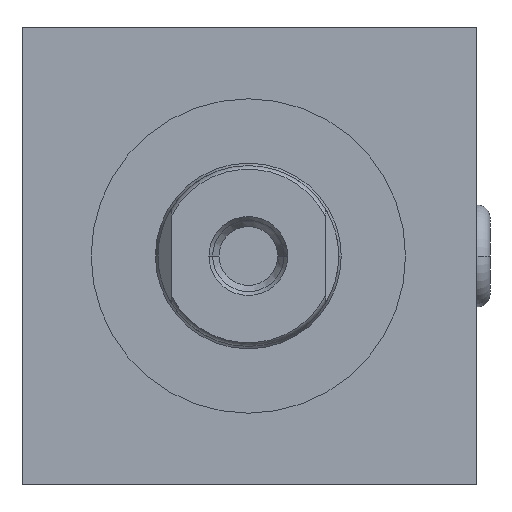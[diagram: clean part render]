
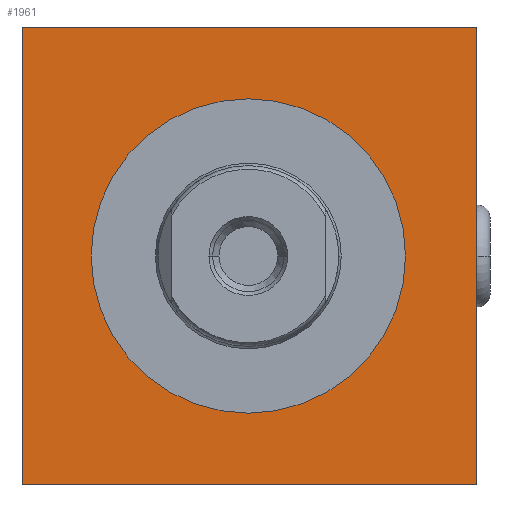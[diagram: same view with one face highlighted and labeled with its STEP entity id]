
A CAD part, left-side view. The second image highlights one B-rep face of the part: STEP entity #1961.
In plain terms, the highlighted planar face has unit normal (-1, 0, 0).
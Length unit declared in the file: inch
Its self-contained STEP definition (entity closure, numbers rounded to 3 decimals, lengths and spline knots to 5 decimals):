
#114=DIRECTION('',(0.,-1.,0.));
#115=VECTOR('',#114,1.99);
#116=CARTESIAN_POINT('',(0.,0.99,1.));
#117=LINE('',#116,#115);
#122=DIRECTION('',(0.,0.,-1.));
#123=VECTOR('',#122,2.);
#124=CARTESIAN_POINT('',(0.,-1.,1.));
#125=LINE('',#124,#123);
#129=DIRECTION('',(0.,1.,0.));
#130=VECTOR('',#129,1.99);
#131=CARTESIAN_POINT('',(0.,-1.,-1.));
#132=LINE('',#131,#130);
#136=DIRECTION('',(0.,0.,1.));
#137=VECTOR('',#136,2.);
#138=CARTESIAN_POINT('',(0.,0.99,-1.));
#139=LINE('',#138,#137);
#143=CARTESIAN_POINT('',(0.,0.,0.));
#144=DIRECTION('',(-1.,0.,0.));
#145=DIRECTION('',(0.,0.,1.));
#146=AXIS2_PLACEMENT_3D('',#143,#144,#145);
#151=CARTESIAN_POINT('',(0.,0.,0.));
#152=DIRECTION('',(-1.,0.,0.));
#153=DIRECTION('',(0.,0.,-1.));
#154=AXIS2_PLACEMENT_3D('',#151,#152,#153);
#1687=CARTESIAN_POINT('',(0.,0.99,1.));
#1688=CARTESIAN_POINT('',(0.,-1.,1.));
#1689=VERTEX_POINT('',#1687);
#1690=VERTEX_POINT('',#1688);
#1691=CARTESIAN_POINT('',(0.,-1.,-1.));
#1692=VERTEX_POINT('',#1691);
#1693=CARTESIAN_POINT('',(0.,0.99,-1.));
#1694=VERTEX_POINT('',#1693);
#1791=CARTESIAN_POINT('',(0.,0.,0.6875));
#1792=CARTESIAN_POINT('',(0.,0.,-0.6875));
#1793=VERTEX_POINT('',#1791);
#1794=VERTEX_POINT('',#1792);
#1940=CARTESIAN_POINT('',(0.,0.,0.));
#1941=DIRECTION('',(1.,0.,0.));
#1942=DIRECTION('',(0.,0.,-1.));
#1943=AXIS2_PLACEMENT_3D('',#1940,#1941,#1942);
#1944=PLANE('',#1943);
#1946=ORIENTED_EDGE('',*,*,#1945,.T.);
#1948=ORIENTED_EDGE('',*,*,#1947,.T.);
#1950=ORIENTED_EDGE('',*,*,#1949,.T.);
#1952=ORIENTED_EDGE('',*,*,#1951,.T.);
#1953=EDGE_LOOP('',(#1946,#1948,#1950,#1952));
#1954=FACE_OUTER_BOUND('',#1953,.F.);
#1956=ORIENTED_EDGE('',*,*,#1955,.T.);
#1958=ORIENTED_EDGE('',*,*,#1957,.T.);
#1959=EDGE_LOOP('',(#1956,#1958));
#1960=FACE_BOUND('',#1959,.F.);
#1961=ADVANCED_FACE('',(#1954,#1960),#1944,.F.);
#147=CIRCLE('',#146,0.6875);
#155=CIRCLE('',#154,0.6875);
#1945=EDGE_CURVE('',#1689,#1690,#117,.T.);
#1947=EDGE_CURVE('',#1690,#1692,#125,.T.);
#1949=EDGE_CURVE('',#1692,#1694,#132,.T.);
#1951=EDGE_CURVE('',#1694,#1689,#139,.T.);
#1955=EDGE_CURVE('',#1793,#1794,#147,.T.);
#1957=EDGE_CURVE('',#1794,#1793,#155,.T.);
